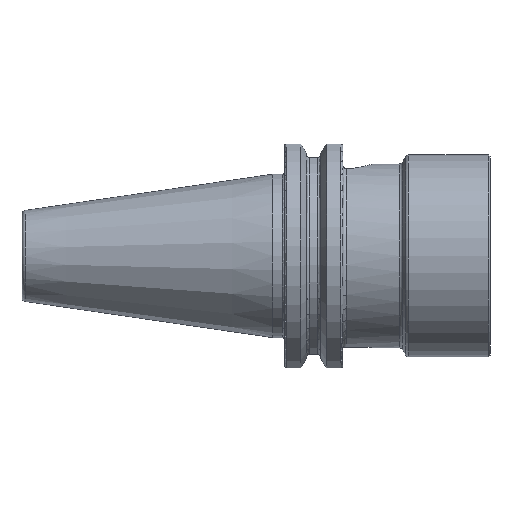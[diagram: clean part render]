
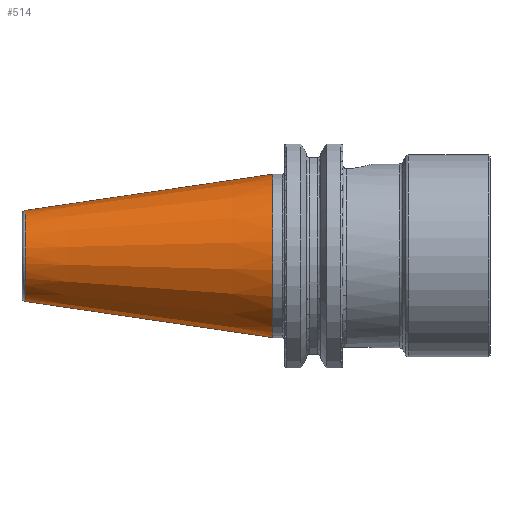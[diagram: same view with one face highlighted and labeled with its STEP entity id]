
A CAD part, front view. The second image highlights one B-rep face of the part: STEP entity #514.
In plain terms, the highlighted conical face has half-angle 8.297 degrees and reference radius 22.225 mm.
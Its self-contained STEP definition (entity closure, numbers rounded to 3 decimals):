
#35 = FACE_OUTER_BOUND ( 'NONE', #5410, .T. ) ;
#514 = ADVANCED_FACE ( 'NONE', ( #35 ), #6496, .T. ) ;
#531 = CARTESIAN_POINT ( 'NONE',  ( -67.394, 0., 0. ) ) ;
#608 = DIRECTION ( 'NONE',  ( 0., 0., 1. ) ) ;
#675 = ORIENTED_EDGE ( 'NONE', *, *, #1930, .F. ) ;
#676 = DIRECTION ( 'NONE',  ( -1., 0., 0. ) ) ;
#703 = ORIENTED_EDGE ( 'NONE', *, *, #6516, .F. ) ;
#734 = ORIENTED_EDGE ( 'NONE', *, *, #1962, .T. ) ;
#742 = ORIENTED_EDGE ( 'NONE', *, *, #6590, .T. ) ;
#1380 = AXIS2_PLACEMENT_3D ( 'NONE', #3330, #3345, #3385 ) ;
#1508 = DIRECTION ( 'NONE',  ( 0., 0., 1. ) ) ;
#1783 = DIRECTION ( 'NONE',  ( -1., 0., 0. ) ) ;
#1930 = EDGE_CURVE ( 'NONE', #6549, #2415, #3023, .T. ) ;
#1962 = EDGE_CURVE ( 'NONE', #3704, #5351, #2967, .T. ) ;
#2326 = AXIS2_PLACEMENT_3D ( 'NONE', #5953, #1783, #1508 ) ;
#2415 = VERTEX_POINT ( 'NONE', #5030 ) ;
#2513 = AXIS2_PLACEMENT_3D ( 'NONE', #531, #676, #608 ) ;
#2947 = VECTOR ( 'NONE', #3234, 1000. ) ;
#2967 = LINE ( 'NONE', #3215, #2947 ) ;
#3014 = VECTOR ( 'NONE', #3137, 1000. ) ;
#3023 = LINE ( 'NONE', #3126, #3014 ) ;
#3126 = CARTESIAN_POINT ( 'NONE',  ( 0., 0., 22.225 ) ) ;
#3137 = DIRECTION ( 'NONE',  ( 0.99, 0., 0.144 ) ) ;
#3215 = CARTESIAN_POINT ( 'NONE',  ( 0., 0., -22.225 ) ) ;
#3234 = DIRECTION ( 'NONE',  ( 0.99, 0., -0.144 ) ) ;
#3330 = CARTESIAN_POINT ( 'NONE',  ( 0., 0., 0. ) ) ;
#3341 = CARTESIAN_POINT ( 'NONE',  ( -67.394, 0., -12.397 ) ) ;
#3345 = DIRECTION ( 'NONE',  ( 1., 0., 0. ) ) ;
#3385 = DIRECTION ( 'NONE',  ( 0., 0., -1. ) ) ;
#3704 = VERTEX_POINT ( 'NONE', #3341 ) ;
#3787 = CARTESIAN_POINT ( 'NONE',  ( -67.394, 0., 12.397 ) ) ;
#4930 = CIRCLE ( 'NONE', #2326, 22.225 ) ;
#5026 = CIRCLE ( 'NONE', #2513, 12.397 ) ;
#5030 = CARTESIAN_POINT ( 'NONE',  ( 0., 0., 22.225 ) ) ;
#5217 = CARTESIAN_POINT ( 'NONE',  ( 0., 0., -22.225 ) ) ;
#5351 = VERTEX_POINT ( 'NONE', #5217 ) ;
#5410 = EDGE_LOOP ( 'NONE', ( #675, #703, #734, #742 ) ) ;
#5953 = CARTESIAN_POINT ( 'NONE',  ( 0., 0., 0. ) ) ;
#6496 = CONICAL_SURFACE ( 'NONE', #1380, 22.225, 0.145 ) ;
#6516 = EDGE_CURVE ( 'NONE', #3704, #6549, #5026, .T. ) ;
#6549 = VERTEX_POINT ( 'NONE', #3787 ) ;
#6590 = EDGE_CURVE ( 'NONE', #5351, #2415, #4930, .T. ) ;
